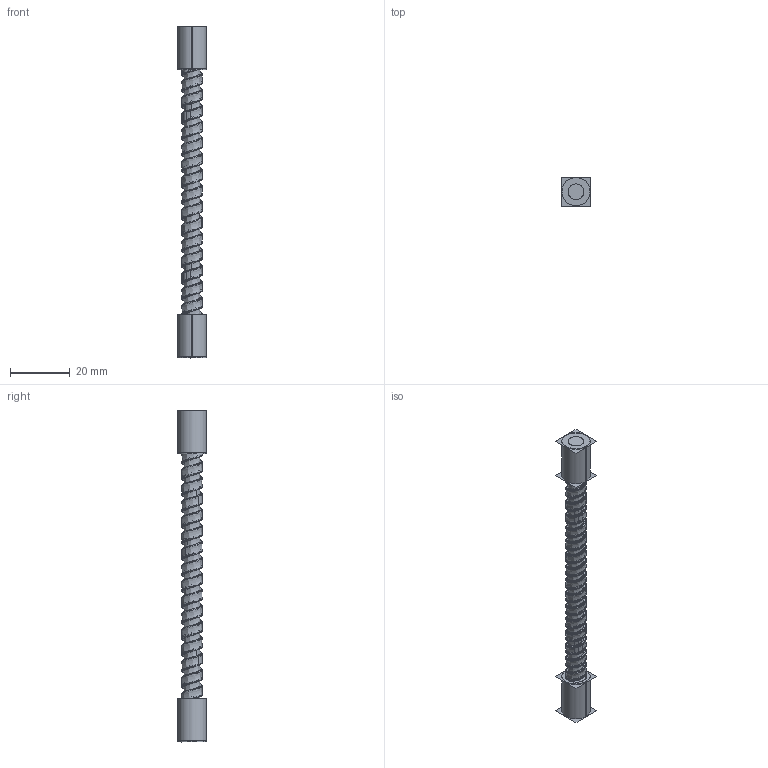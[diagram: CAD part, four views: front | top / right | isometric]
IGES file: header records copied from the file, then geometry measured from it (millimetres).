
Start section:  PTC IGES file: 192757.igs
Global section: file name: 192757.igs; native system: Creo Parametric by Parametric Technology Corporation; preprocessor: 2013230; author: pdmadmin; organization: Unknown; date: 20160209.175102; units: millimetre
Bounding box: 9.78 x 9.77 x 110.75 mm (x, y, z)
Volume: 1675.4 mm3; surface area: 28868.6 mm2
Topology: 3 solids, 3 shells, 232 faces, 1048 edges, 1256 vertices
Faces by surface type: bspline 180, revolution 52
